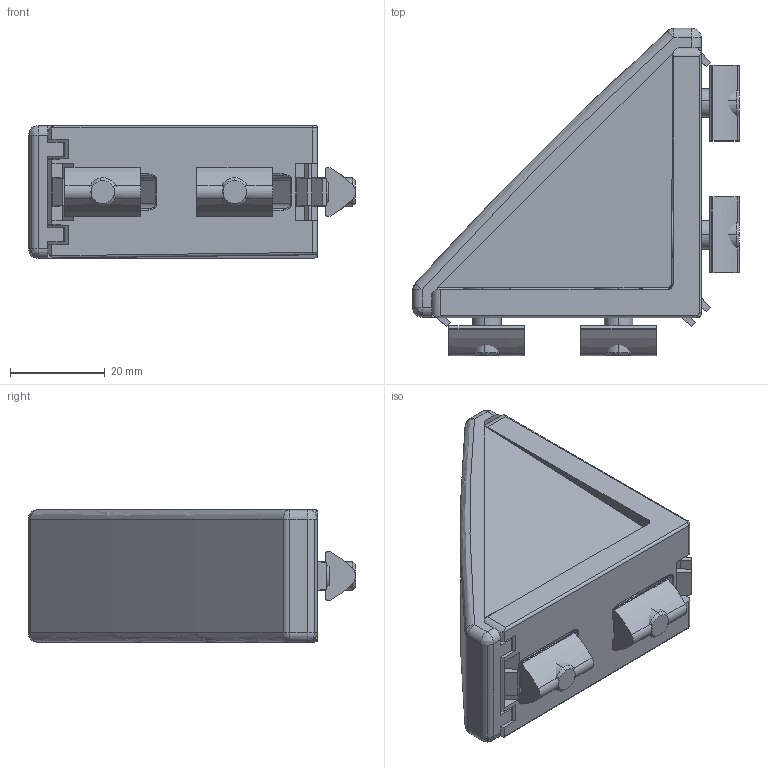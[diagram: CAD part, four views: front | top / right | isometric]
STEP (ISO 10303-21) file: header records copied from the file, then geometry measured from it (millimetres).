
FILE_DESCRIPTION (( 'STEP AP214' ), '1' );
FILE_NAME ('PZ5004-Rollco.step', '2025-03-25T14:07:23', ( '' ), ( '' ), 'SwSTEP 2.0', 'SolidWorks 2010', '' );
FILE_SCHEMA (( 'AUTOMOTIVE_DESIGN' ));
Length unit declared in the file: millimetre
Products named in the file (1): PZ5004-Rollco
Bounding box: 68.92 x 69 x 28.01 mm (x, y, z)
Volume: 38832.2 mm3; surface area: 23967.3 mm2
Topology: 10 solids, 10 shells, 418 faces, 1068 edges, 656 vertices
Faces by surface type: plane 212, cylinder 129, bspline 61, cone 16
Entity records: 14589 total; most frequent: CARTESIAN_POINT 4824, ORIENTED_EDGE 2100, DIRECTION 1889, EDGE_CURVE 1050, VERTEX_POINT 656, VECTOR 637, LINE 637, AXIS2_PLACEMENT_3D 626
